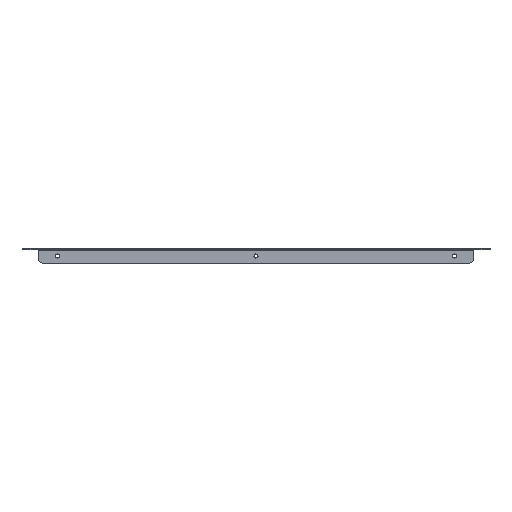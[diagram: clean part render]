
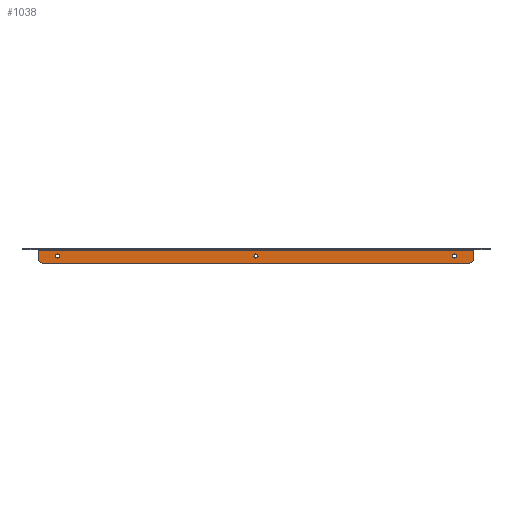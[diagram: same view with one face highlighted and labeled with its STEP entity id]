
A CAD part, front view. The second image highlights one B-rep face of the part: STEP entity #1038.
In plain terms, the highlighted planar face has unit normal (0, -1, 0).
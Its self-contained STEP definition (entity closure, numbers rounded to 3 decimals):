
#15 = AXIS2_PLACEMENT_3D ( 'NONE', #1401, #1369, #441 ) ;
#24 = CARTESIAN_POINT ( 'NONE',  ( -206.25, -199.8, -7.5 ) ) ;
#30 = DIRECTION ( 'NONE',  ( 0., 1., 0. ) ) ;
#141 = LINE ( 'NONE', #1396, #483 ) ;
#189 = LINE ( 'NONE', #325, #1560 ) ;
#191 = CARTESIAN_POINT ( 'NONE',  ( -221.25, -199.8, -10. ) ) ;
#257 = EDGE_CURVE ( 'NONE', #1380, #1380, #1254, .T. ) ;
#276 = CIRCLE ( 'NONE', #1408, 5. ) ;
#283 = VERTEX_POINT ( 'NONE', #1341 ) ;
#319 = CARTESIAN_POINT ( 'NONE',  ( 0., -199.8, -5.4 ) ) ;
#325 = CARTESIAN_POINT ( 'NONE',  ( 226.25, -199.8, 0. ) ) ;
#353 = VERTEX_POINT ( 'NONE', #754 ) ;
#370 = VERTEX_POINT ( 'NONE', #446 ) ;
#398 = AXIS2_PLACEMENT_3D ( 'NONE', #741, #2034, #953 ) ;
#409 = DIRECTION ( 'NONE',  ( 0., 0., 1. ) ) ;
#421 = CIRCLE ( 'NONE', #821, 2.1 ) ;
#432 = DIRECTION ( 'NONE',  ( 0., 0., -1. ) ) ;
#441 = DIRECTION ( 'NONE',  ( 0., 0., 1. ) ) ;
#446 = CARTESIAN_POINT ( 'NONE',  ( 221.25, -199.8, -15. ) ) ;
#467 = CARTESIAN_POINT ( 'NONE',  ( -226.25, -199.8, 0. ) ) ;
#468 = AXIS2_PLACEMENT_3D ( 'NONE', #2163, #1778, #1802 ) ;
#483 = VECTOR ( 'NONE', #1579, 1000. ) ;
#522 = CARTESIAN_POINT ( 'NONE',  ( 226.25, -199.8, -0.919 ) ) ;
#532 = CARTESIAN_POINT ( 'NONE',  ( -228.796, -199.8, -0.919 ) ) ;
#581 = EDGE_CURVE ( 'NONE', #976, #370, #141, .T. ) ;
#584 = EDGE_CURVE ( 'NONE', #1752, #1752, #421, .T. ) ;
#662 = FACE_BOUND ( 'NONE', #1742, .T. ) ;
#663 = DIRECTION ( 'NONE',  ( 0., 0., 1. ) ) ;
#673 = VERTEX_POINT ( 'NONE', #522 ) ;
#741 = CARTESIAN_POINT ( 'NONE',  ( 221.25, -199.8, -10. ) ) ;
#753 = DIRECTION ( 'NONE',  ( 0., 0., 1. ) ) ;
#754 = CARTESIAN_POINT ( 'NONE',  ( 206.25, -199.8, -5.4 ) ) ;
#785 = AXIS2_PLACEMENT_3D ( 'NONE', #24, #30, #409 ) ;
#794 = EDGE_LOOP ( 'NONE', ( #2064 ) ) ;
#821 = AXIS2_PLACEMENT_3D ( 'NONE', #1603, #1062, #663 ) ;
#827 = EDGE_CURVE ( 'NONE', #1337, #976, #276, .T. ) ;
#862 = EDGE_CURVE ( 'NONE', #370, #951, #1162, .T. ) ;
#882 = ORIENTED_EDGE ( 'NONE', *, *, #1218, .T. ) ;
#946 = ORIENTED_EDGE ( 'NONE', *, *, #1071, .T. ) ;
#951 = VERTEX_POINT ( 'NONE', #1177 ) ;
#953 = DIRECTION ( 'NONE',  ( 0., 0., 1. ) ) ;
#976 = VERTEX_POINT ( 'NONE', #1710 ) ;
#1020 = FACE_BOUND ( 'NONE', #2154, .T. ) ;
#1038 = ADVANCED_FACE ( 'NONE', ( #1619, #1020, #662, #1078 ), #2306, .F. ) ;
#1062 = DIRECTION ( 'NONE',  ( 0., 1., 0. ) ) ;
#1071 = EDGE_CURVE ( 'NONE', #283, #1337, #2280, .T. ) ;
#1077 = CIRCLE ( 'NONE', #468, 2.1 ) ;
#1078 = FACE_OUTER_BOUND ( 'NONE', #1551, .T. ) ;
#1162 = CIRCLE ( 'NONE', #398, 5. ) ;
#1177 = CARTESIAN_POINT ( 'NONE',  ( 226.25, -199.8, -10. ) ) ;
#1218 = EDGE_CURVE ( 'NONE', #353, #353, #1077, .T. ) ;
#1254 = CIRCLE ( 'NONE', #785, 2.1 ) ;
#1337 = VERTEX_POINT ( 'NONE', #2193 ) ;
#1341 = CARTESIAN_POINT ( 'NONE',  ( -226.25, -199.8, -0.919 ) ) ;
#1356 = EDGE_CURVE ( 'NONE', #951, #673, #189, .T. ) ;
#1369 = DIRECTION ( 'NONE',  ( 0., 1., 0. ) ) ;
#1375 = EDGE_CURVE ( 'NONE', #283, #673, #2339, .T. ) ;
#1380 = VERTEX_POINT ( 'NONE', #1636 ) ;
#1396 = CARTESIAN_POINT ( 'NONE',  ( 0., -199.8, -15. ) ) ;
#1401 = CARTESIAN_POINT ( 'NONE',  ( 0., -199.8, 0. ) ) ;
#1408 = AXIS2_PLACEMENT_3D ( 'NONE', #191, #1873, #753 ) ;
#1413 = ORIENTED_EDGE ( 'NONE', *, *, #1375, .F. ) ;
#1433 = ORIENTED_EDGE ( 'NONE', *, *, #1356, .T. ) ;
#1449 = VECTOR ( 'NONE', #1487, 1000. ) ;
#1487 = DIRECTION ( 'NONE',  ( 1., 0., 0. ) ) ;
#1540 = ORIENTED_EDGE ( 'NONE', *, *, #584, .T. ) ;
#1551 = EDGE_LOOP ( 'NONE', ( #946, #2291, #1803, #2086, #1433, #1413 ) ) ;
#1560 = VECTOR ( 'NONE', #1663, 1000. ) ;
#1579 = DIRECTION ( 'NONE',  ( 1., 0., 0. ) ) ;
#1603 = CARTESIAN_POINT ( 'NONE',  ( 0., -199.8, -7.5 ) ) ;
#1619 = FACE_BOUND ( 'NONE', #794, .T. ) ;
#1636 = CARTESIAN_POINT ( 'NONE',  ( -206.25, -199.8, -5.4 ) ) ;
#1663 = DIRECTION ( 'NONE',  ( 0., 0., 1. ) ) ;
#1710 = CARTESIAN_POINT ( 'NONE',  ( -221.25, -199.8, -15. ) ) ;
#1742 = EDGE_LOOP ( 'NONE', ( #882 ) ) ;
#1752 = VERTEX_POINT ( 'NONE', #319 ) ;
#1778 = DIRECTION ( 'NONE',  ( 0., 1., 0. ) ) ;
#1802 = DIRECTION ( 'NONE',  ( 0., 0., 1. ) ) ;
#1803 = ORIENTED_EDGE ( 'NONE', *, *, #581, .T. ) ;
#1873 = DIRECTION ( 'NONE',  ( 0., -1., 0. ) ) ;
#2034 = DIRECTION ( 'NONE',  ( 0., -1., 0. ) ) ;
#2064 = ORIENTED_EDGE ( 'NONE', *, *, #257, .T. ) ;
#2086 = ORIENTED_EDGE ( 'NONE', *, *, #862, .T. ) ;
#2136 = VECTOR ( 'NONE', #432, 1000. ) ;
#2154 = EDGE_LOOP ( 'NONE', ( #1540 ) ) ;
#2163 = CARTESIAN_POINT ( 'NONE',  ( 206.25, -199.8, -7.5 ) ) ;
#2193 = CARTESIAN_POINT ( 'NONE',  ( -226.25, -199.8, -10. ) ) ;
#2280 = LINE ( 'NONE', #467, #2136 ) ;
#2291 = ORIENTED_EDGE ( 'NONE', *, *, #827, .T. ) ;
#2306 = PLANE ( 'NONE',  #15 ) ;
#2339 = LINE ( 'NONE', #532, #1449 ) ;
